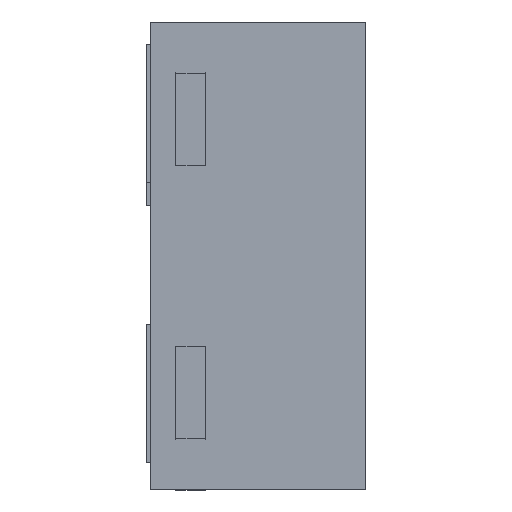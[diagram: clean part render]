
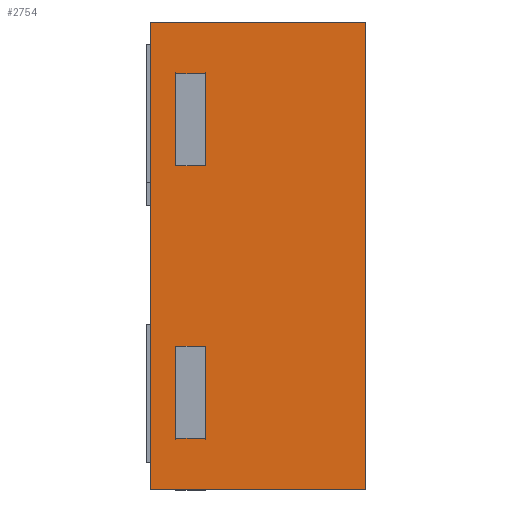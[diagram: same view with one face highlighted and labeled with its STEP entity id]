
A CAD part, left-side view. The second image highlights one B-rep face of the part: STEP entity #2754.
In plain terms, the highlighted planar face has unit normal (-1, 0, 0).
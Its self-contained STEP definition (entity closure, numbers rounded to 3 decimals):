
#2615 = EDGE_CURVE('',#2616,#2618,#2620,.T.);
#2616 = VERTEX_POINT('',#2617);
#2617 = CARTESIAN_POINT('',(0.,0.,-0.999));
#2618 = VERTEX_POINT('',#2619);
#2619 = CARTESIAN_POINT('',(0.,0.,0.));
#2620 = LINE('',#2621,#2622);
#2621 = CARTESIAN_POINT('',(0.,0.,0.));
#2622 = VECTOR('',#2623,1.);
#2623 = DIRECTION('',(-0.,-0.,1.));
#2754 = ADVANCED_FACE('',(#2755),#2780,.F.);
#2755 = FACE_BOUND('',#2756,.T.);
#2756 = EDGE_LOOP('',(#2757,#2758,#2766,#2774));
#2757 = ORIENTED_EDGE('',*,*,#2615,.T.);
#2758 = ORIENTED_EDGE('',*,*,#2759,.F.);
#2759 = EDGE_CURVE('',#2760,#2618,#2762,.T.);
#2760 = VERTEX_POINT('',#2761);
#2761 = CARTESIAN_POINT('',(0.,0.46,0.));
#2762 = LINE('',#2763,#2764);
#2763 = CARTESIAN_POINT('',(0.,0.46,0.));
#2764 = VECTOR('',#2765,1.);
#2765 = DIRECTION('',(-0.,-1.,-0.));
#2766 = ORIENTED_EDGE('',*,*,#2767,.F.);
#2767 = EDGE_CURVE('',#2768,#2760,#2770,.T.);
#2768 = VERTEX_POINT('',#2769);
#2769 = CARTESIAN_POINT('',(0.,0.46,-0.999));
#2770 = LINE('',#2771,#2772);
#2771 = CARTESIAN_POINT('',(0.,0.46,0.));
#2772 = VECTOR('',#2773,1.);
#2773 = DIRECTION('',(-0.,-0.,1.));
#2774 = ORIENTED_EDGE('',*,*,#2775,.T.);
#2775 = EDGE_CURVE('',#2768,#2616,#2776,.T.);
#2776 = LINE('',#2777,#2778);
#2777 = CARTESIAN_POINT('',(0.,0.46,-0.999));
#2778 = VECTOR('',#2779,1.);
#2779 = DIRECTION('',(-0.,-1.,-0.));
#2780 = PLANE('',#2781);
#2781 = AXIS2_PLACEMENT_3D('',#2782,#2783,#2784);
#2782 = CARTESIAN_POINT('',(0.,0.46,0.));
#2783 = DIRECTION('',(1.,-0.,0.));
#2784 = DIRECTION('',(0.,0.,-1.));
